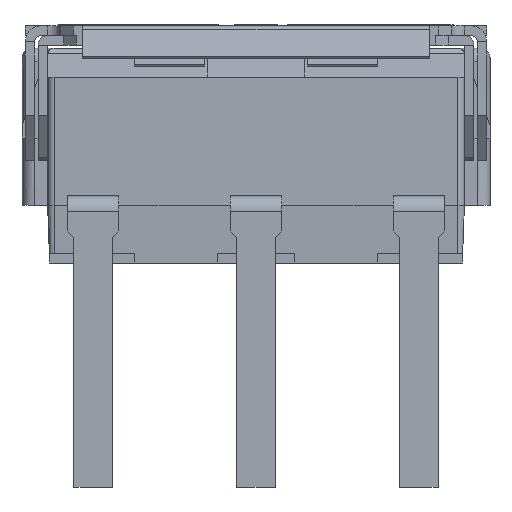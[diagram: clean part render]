
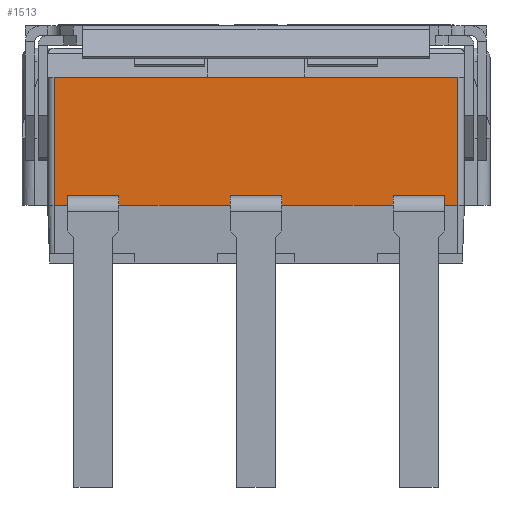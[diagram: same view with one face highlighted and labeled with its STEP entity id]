
A CAD part, front view. The second image highlights one B-rep face of the part: STEP entity #1513.
In plain terms, the highlighted planar face has unit normal (0, -1, 0).
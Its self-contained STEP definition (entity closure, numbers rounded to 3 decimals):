
#1513 = ADVANCED_FACE( '', ( #4293 ), #4294, .F. );
#4293 = FACE_OUTER_BOUND( '', #7129, .T. );
#4294 = PLANE( '', #7130 );
#7129 = EDGE_LOOP( '', ( #18978, #18979, #18980, #18981, #18982, #18983, #18984, #18985, #18986, #18987, #18988, #18989, #18990, #18991, #18992, #18993 ) );
#7130 = AXIS2_PLACEMENT_3D( '', #18994, #18995, #18996 );
#18978 = ORIENTED_EDGE( '', *, *, #23343, .F. );
#18979 = ORIENTED_EDGE( '', *, *, #23452, .T. );
#18980 = ORIENTED_EDGE( '', *, *, #23453, .T. );
#18981 = ORIENTED_EDGE( '', *, *, #23450, .F. );
#18982 = ORIENTED_EDGE( '', *, *, #23454, .F. );
#18983 = ORIENTED_EDGE( '', *, *, #23455, .T. );
#18984 = ORIENTED_EDGE( '', *, *, #23456, .T. );
#18985 = ORIENTED_EDGE( '', *, *, #23457, .F. );
#18986 = ORIENTED_EDGE( '', *, *, #23349, .F. );
#18987 = ORIENTED_EDGE( '', *, *, #23458, .T. );
#18988 = ORIENTED_EDGE( '', *, *, #23459, .T. );
#18989 = ORIENTED_EDGE( '', *, *, #23460, .F. );
#18990 = ORIENTED_EDGE( '', *, *, #23355, .F. );
#18991 = ORIENTED_EDGE( '', *, *, #23461, .T. );
#18992 = ORIENTED_EDGE( '', *, *, #23462, .T. );
#18993 = ORIENTED_EDGE( '', *, *, #23463, .F. );
#18994 = CARTESIAN_POINT( '', ( -3.15, -3.55, -0.35 ) );
#18995 = DIRECTION( '', ( 0., 1., 0. ) );
#18996 = DIRECTION( '', ( 0., 0., 1. ) );
#23343 = EDGE_CURVE( '', #29932, #29934, #29935, .T. );
#23349 = EDGE_CURVE( '', #29942, #29944, #29945, .T. );
#23355 = EDGE_CURVE( '', #29952, #29954, #29955, .T. );
#23450 = EDGE_CURVE( '', #30113, #30115, #30116, .T. );
#23452 = EDGE_CURVE( '', #29932, #29927, #30118, .T. );
#23453 = EDGE_CURVE( '', #29927, #30115, #30119, .T. );
#23454 = EDGE_CURVE( '', #30120, #30113, #30121, .T. );
#23455 = EDGE_CURVE( '', #30120, #30122, #30123, .T. );
#23456 = EDGE_CURVE( '', #30122, #29938, #30124, .T. );
#23457 = EDGE_CURVE( '', #29944, #29938, #30125, .T. );
#23458 = EDGE_CURVE( '', #29942, #29937, #30126, .T. );
#23459 = EDGE_CURVE( '', #29937, #29948, #30127, .T. );
#23460 = EDGE_CURVE( '', #29954, #29948, #30128, .T. );
#23461 = EDGE_CURVE( '', #29952, #29947, #30129, .T. );
#23462 = EDGE_CURVE( '', #29947, #29928, #30130, .T. );
#23463 = EDGE_CURVE( '', #29934, #29928, #30131, .T. );
#29927 = VERTEX_POINT( '', #40262 );
#29928 = VERTEX_POINT( '', #40263 );
#29932 = VERTEX_POINT( '', #40270 );
#29934 = VERTEX_POINT( '', #40273 );
#29935 = LINE( '', #40274, #40275 );
#29937 = VERTEX_POINT( '', #40278 );
#29938 = VERTEX_POINT( '', #40279 );
#29942 = VERTEX_POINT( '', #40286 );
#29944 = VERTEX_POINT( '', #40289 );
#29945 = LINE( '', #40290, #40291 );
#29947 = VERTEX_POINT( '', #40294 );
#29948 = VERTEX_POINT( '', #40295 );
#29952 = VERTEX_POINT( '', #40302 );
#29954 = VERTEX_POINT( '', #40305 );
#29955 = LINE( '', #40306, #40307 );
#30113 = VERTEX_POINT( '', #40551 );
#30115 = VERTEX_POINT( '', #40553 );
#30116 = LINE( '', #40554, #40555 );
#30118 = LINE( '', #40557, #40558 );
#30119 = LINE( '', #40559, #40560 );
#30120 = VERTEX_POINT( '', #40561 );
#30121 = LINE( '', #40562, #40563 );
#30122 = VERTEX_POINT( '', #40564 );
#30123 = LINE( '', #40565, #40566 );
#30124 = LINE( '', #40567, #40568 );
#30125 = LINE( '', #40569, #40570 );
#30126 = LINE( '', #40571, #40572 );
#30127 = LINE( '', #40573, #40574 );
#30128 = LINE( '', #40575, #40576 );
#30129 = LINE( '', #40577, #40578 );
#30130 = LINE( '', #40579, #40580 );
#30131 = LINE( '', #40581, #40582 );
#40262 = CARTESIAN_POINT( '', ( 2.94, -3.55, -2.8 ) );
#40263 = CARTESIAN_POINT( '', ( 2.14, -3.55, -2.8 ) );
#40270 = CARTESIAN_POINT( '', ( 2.94, -3.55, -2.65 ) );
#40273 = CARTESIAN_POINT( '', ( 2.14, -3.55, -2.65 ) );
#40274 = CARTESIAN_POINT( '', ( -3.15, -3.55, -2.65 ) );
#40275 = VECTOR( '', #45026, 1000. );
#40278 = CARTESIAN_POINT( '', ( -2.14, -3.55, -2.8 ) );
#40279 = CARTESIAN_POINT( '', ( -2.94, -3.55, -2.8 ) );
#40286 = CARTESIAN_POINT( '', ( -2.14, -3.55, -2.65 ) );
#40289 = CARTESIAN_POINT( '', ( -2.94, -3.55, -2.65 ) );
#40290 = CARTESIAN_POINT( '', ( -3.15, -3.55, -2.65 ) );
#40291 = VECTOR( '', #45032, 1000. );
#40294 = CARTESIAN_POINT( '', ( 0.4, -3.55, -2.8 ) );
#40295 = CARTESIAN_POINT( '', ( -0.4, -3.55, -2.8 ) );
#40302 = CARTESIAN_POINT( '', ( 0.4, -3.55, -2.65 ) );
#40305 = CARTESIAN_POINT( '', ( -0.4, -3.55, -2.65 ) );
#40306 = CARTESIAN_POINT( '', ( -3.15, -3.55, -2.65 ) );
#40307 = VECTOR( '', #45038, 1000. );
#40551 = CARTESIAN_POINT( '', ( 3.15, -3.55, -0.8 ) );
#40553 = CARTESIAN_POINT( '', ( 3.15, -3.55, -2.8 ) );
#40554 = CARTESIAN_POINT( '', ( 3.15, -3.55, -0.35 ) );
#40555 = VECTOR( '', #45156, 1000. );
#40557 = CARTESIAN_POINT( '', ( 2.94, -3.55, -0.35 ) );
#40558 = VECTOR( '', #45160, 1000. );
#40559 = CARTESIAN_POINT( '', ( -3.15, -3.55, -2.8 ) );
#40560 = VECTOR( '', #45161, 1000. );
#40561 = CARTESIAN_POINT( '', ( -3.15, -3.55, -0.8 ) );
#40562 = CARTESIAN_POINT( '', ( -3.15, -3.55, -0.8 ) );
#40563 = VECTOR( '', #45162, 1000. );
#40564 = CARTESIAN_POINT( '', ( -3.15, -3.55, -2.8 ) );
#40565 = CARTESIAN_POINT( '', ( -3.15, -3.55, -0.35 ) );
#40566 = VECTOR( '', #45163, 1000. );
#40567 = CARTESIAN_POINT( '', ( -3.15, -3.55, -2.8 ) );
#40568 = VECTOR( '', #45164, 1000. );
#40569 = CARTESIAN_POINT( '', ( -2.94, -3.55, -0.35 ) );
#40570 = VECTOR( '', #45165, 1000. );
#40571 = CARTESIAN_POINT( '', ( -2.14, -3.55, -0.35 ) );
#40572 = VECTOR( '', #45166, 1000. );
#40573 = CARTESIAN_POINT( '', ( -3.15, -3.55, -2.8 ) );
#40574 = VECTOR( '', #45167, 1000. );
#40575 = CARTESIAN_POINT( '', ( -0.4, -3.55, -0.35 ) );
#40576 = VECTOR( '', #45168, 1000. );
#40577 = CARTESIAN_POINT( '', ( 0.4, -3.55, -0.35 ) );
#40578 = VECTOR( '', #45169, 1000. );
#40579 = CARTESIAN_POINT( '', ( -3.15, -3.55, -2.8 ) );
#40580 = VECTOR( '', #45170, 1000. );
#40581 = CARTESIAN_POINT( '', ( 2.14, -3.55, -0.35 ) );
#40582 = VECTOR( '', #45171, 1000. );
#45026 = DIRECTION( '', ( -1., 0., 0. ) );
#45032 = DIRECTION( '', ( -1., 0., 0. ) );
#45038 = DIRECTION( '', ( -1., 0., 0. ) );
#45156 = DIRECTION( '', ( 0., 0., -1. ) );
#45160 = DIRECTION( '', ( 0., 0., -1. ) );
#45161 = DIRECTION( '', ( 1., 0., 0. ) );
#45162 = DIRECTION( '', ( 1., 0., 0. ) );
#45163 = DIRECTION( '', ( 0., 0., -1. ) );
#45164 = DIRECTION( '', ( 1., 0., 0. ) );
#45165 = DIRECTION( '', ( 0., 0., -1. ) );
#45166 = DIRECTION( '', ( 0., 0., -1. ) );
#45167 = DIRECTION( '', ( 1., 0., 0. ) );
#45168 = DIRECTION( '', ( 0., 0., -1. ) );
#45169 = DIRECTION( '', ( 0., 0., -1. ) );
#45170 = DIRECTION( '', ( 1., 0., 0. ) );
#45171 = DIRECTION( '', ( 0., 0., -1. ) );
